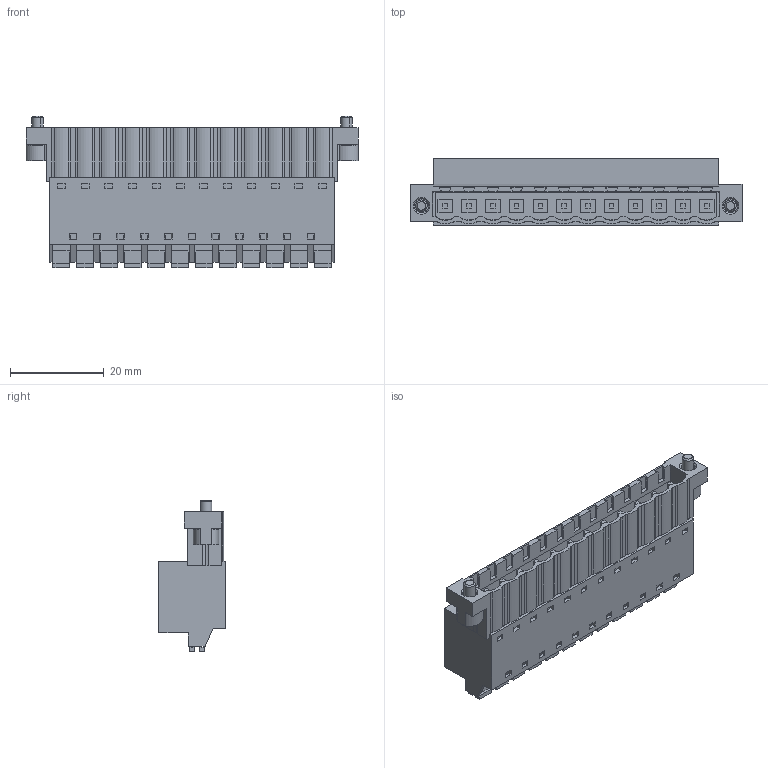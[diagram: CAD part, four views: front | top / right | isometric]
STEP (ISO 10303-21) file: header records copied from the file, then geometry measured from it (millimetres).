
FILE_DESCRIPTION(('CATIA V5 STEP Exchange','CAx-IF Rec.Pracs.--- Model Styling and Organization---1.4--- 2014-01-23'),'2;1');
FILE_NAME ('011750-2_0_1336510000_1336510000.stp','2022-05-23T12:32:27+00:00',('none'),('Weidmueller'),'CATIA Version 5-6 Release 2016 SP3 HF44','CATIA V5 STEP AP214','none');
FILE_SCHEMA(('AUTOMOTIVE_DESIGN { 1 0 10303 214 1 1 1 1 }'));
Length unit declared in the file: millimetre
Products named in the file (1): 1336510000
Bounding box: 70.96 x 14.2 x 32.4 mm (x, y, z)
Volume: 13820.1 mm3; surface area: 12690.6 mm2
Topology: 27 solids, 27 shells, 1276 faces, 3347 edges, 2190 vertices
Faces by surface type: plane 1088, cylinder 140, extrusion 24, cone 20, torus 4
Entity records: 37041 total; most frequent: CARTESIAN_POINT 7869, ORIENTED_EDGE 6694, DIRECTION 4662, EDGE_CURVE 3347, VECTOR 2985, LINE 2961, VERTEX_POINT 2190, EDGE_LOOP 1413
